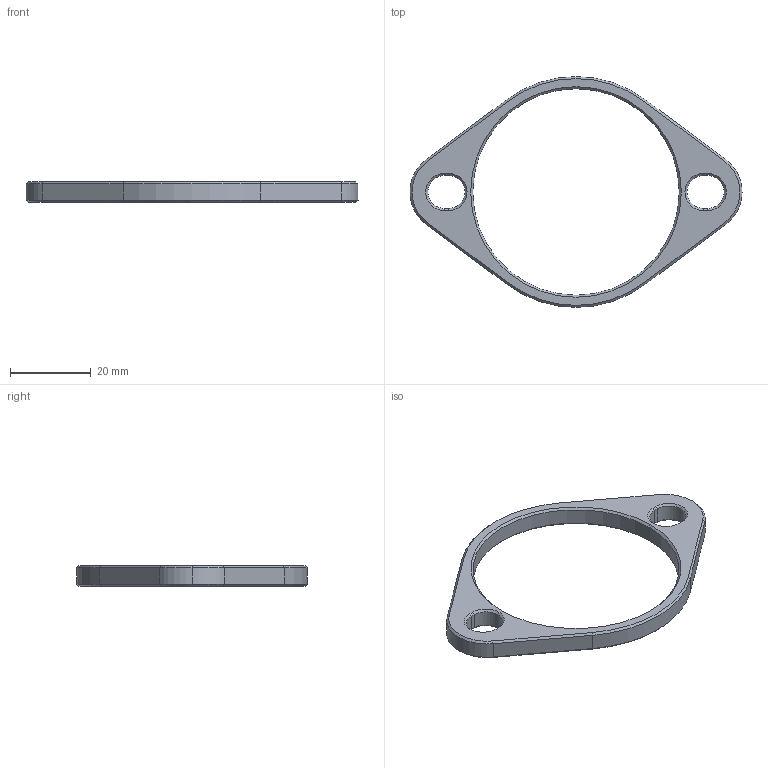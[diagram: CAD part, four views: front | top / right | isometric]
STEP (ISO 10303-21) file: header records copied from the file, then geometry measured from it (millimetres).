
FILE_DESCRIPTION (( 'STEP AP214' ), '1' );
FILE_NAME ('Bride de fixation pipe.STEP', '2021-08-02T15:40:19', ( '' ), ( '' ), 'SwSTEP 2.0', 'SolidWorks 2018', '' );
FILE_SCHEMA (( 'AUTOMOTIVE_DESIGN' ));
Length unit declared in the file: millimetre
Products named in the file (1): Bride de fixation pipe
Bounding box: 82 x 57 x 5 mm (x, y, z)
Volume: 4771.1 mm3; surface area: 3830.3 mm2
Topology: 1 solids, 1 shells, 65 faces, 150 edges, 87 vertices
Faces by surface type: cone 26, plane 26, cylinder 13
Entity records: 1853 total; most frequent: DIRECTION 337, CARTESIAN_POINT 303, ORIENTED_EDGE 300, EDGE_CURVE 150, AXIS2_PLACEMENT_3D 121, LINE 95, VECTOR 95, VERTEX_POINT 87
